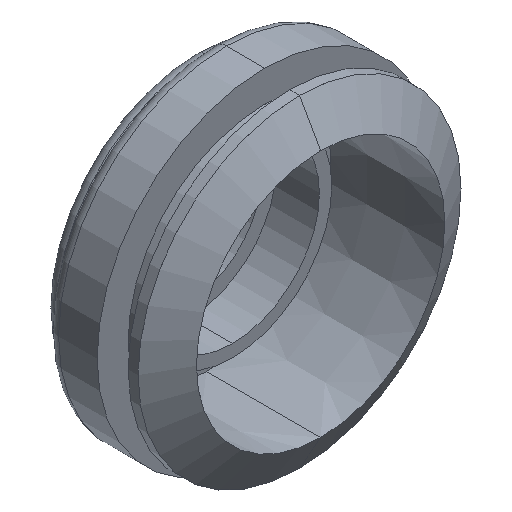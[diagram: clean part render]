
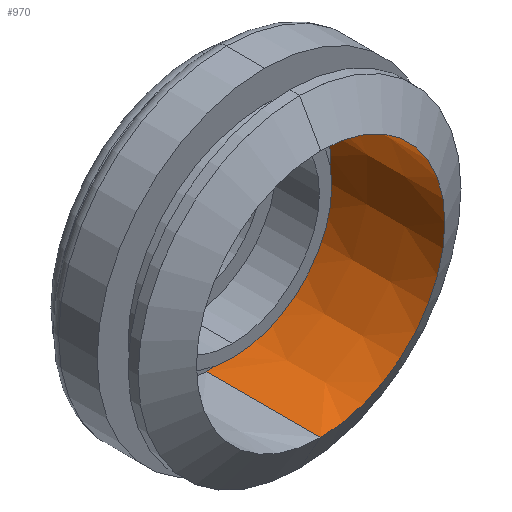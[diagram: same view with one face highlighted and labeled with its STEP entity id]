
A CAD part, isometric view. The second image highlights one B-rep face of the part: STEP entity #970.
In plain terms, the highlighted conical face has half-angle 0.001 degrees and reference radius 10 mm.
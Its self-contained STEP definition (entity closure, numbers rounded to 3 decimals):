
#44 = AXIS2_PLACEMENT_3D ( 'NONE', #737, #738, #741 ) ;
#115 = EDGE_CURVE ( 'NONE', #1325, #1272, #1062, .T. ) ;
#117 = EDGE_CURVE ( 'NONE', #1324, #1316, #1058, .T. ) ;
#162 = EDGE_CURVE ( 'NONE', #1325, #1324, #1125, .T. ) ;
#167 = EDGE_CURVE ( 'NONE', #1272, #1316, #1130, .T. ) ;
#230 = AXIS2_PLACEMENT_3D ( 'NONE', #657, #682, #625 ) ;
#235 = AXIS2_PLACEMENT_3D ( 'NONE', #989, #1021, #994 ) ;
#393 = EDGE_LOOP ( 'NONE', ( #497, #488, #498, #461 ) ) ;
#461 = ORIENTED_EDGE ( 'NONE', *, *, #167, .F. ) ;
#488 = ORIENTED_EDGE ( 'NONE', *, *, #162, .T. ) ;
#497 = ORIENTED_EDGE ( 'NONE', *, *, #115, .F. ) ;
#498 = ORIENTED_EDGE ( 'NONE', *, *, #117, .T. ) ;
#522 = DIRECTION ( 'NONE',  ( 0., 1., 0. ) ) ;
#573 = CARTESIAN_POINT ( 'NONE',  ( 0., 9.2, -10. ) ) ;
#625 = DIRECTION ( 'NONE',  ( 0., 0., -1. ) ) ;
#632 = DIRECTION ( 'NONE',  ( 0., 1., 0. ) ) ;
#642 = CARTESIAN_POINT ( 'NONE',  ( 0., 9.2, 10. ) ) ;
#657 = CARTESIAN_POINT ( 'NONE',  ( 0., 0., 0. ) ) ;
#682 = DIRECTION ( 'NONE',  ( 0., -1., 0. ) ) ;
#737 = CARTESIAN_POINT ( 'NONE',  ( 0., 9.2, 0. ) ) ;
#738 = DIRECTION ( 'NONE',  ( 0., 1., 0. ) ) ;
#741 = DIRECTION ( 'NONE',  ( 0., 0., 1. ) ) ;
#783 = CARTESIAN_POINT ( 'NONE',  ( 0., 9.2, -10. ) ) ;
#826 = CARTESIAN_POINT ( 'NONE',  ( 0., 9.2, 10. ) ) ;
#834 = CARTESIAN_POINT ( 'NONE',  ( 0., 0., 10. ) ) ;
#835 = CARTESIAN_POINT ( 'NONE',  ( 0., 0., -10. ) ) ;
#970 = ADVANCED_FACE ( 'NONE', ( #1210 ), #1215, .F. ) ;
#989 = CARTESIAN_POINT ( 'NONE',  ( 0., 9.2, 0. ) ) ;
#994 = DIRECTION ( 'NONE',  ( 0., 0., -1. ) ) ;
#1021 = DIRECTION ( 'NONE',  ( 0., -1., 0. ) ) ;
#1054 = VECTOR ( 'NONE', #522, 1000. ) ;
#1058 = LINE ( 'NONE', #642, #1061 ) ;
#1061 = VECTOR ( 'NONE', #632, 1000. ) ;
#1062 = LINE ( 'NONE', #573, #1054 ) ;
#1125 = CIRCLE ( 'NONE', #230, 10. ) ;
#1130 = CIRCLE ( 'NONE', #235, 10. ) ;
#1210 = FACE_OUTER_BOUND ( 'NONE', #393, .T. ) ;
#1215 = CONICAL_SURFACE ( 'NONE', #44, 10., 0. ) ;
#1272 = VERTEX_POINT ( 'NONE', #783 ) ;
#1316 = VERTEX_POINT ( 'NONE', #826 ) ;
#1324 = VERTEX_POINT ( 'NONE', #834 ) ;
#1325 = VERTEX_POINT ( 'NONE', #835 ) ;
